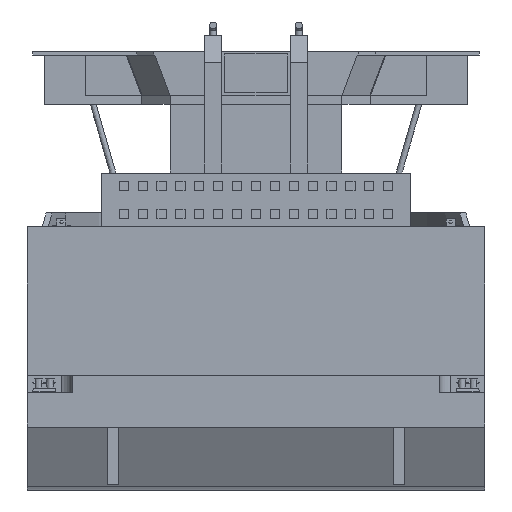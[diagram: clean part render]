
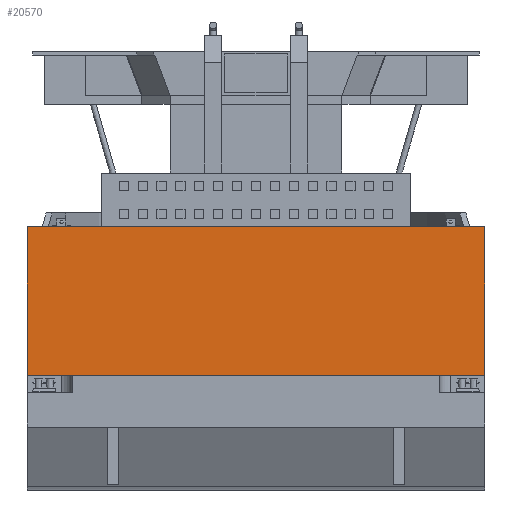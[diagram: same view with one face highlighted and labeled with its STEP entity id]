
A CAD part, left-side view. The second image highlights one B-rep face of the part: STEP entity #20570.
In plain terms, the highlighted free-form (B-spline) face has degree [1, 1] with [2, 2] control points.
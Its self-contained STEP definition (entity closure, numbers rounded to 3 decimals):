
#122 = VERTEX_POINT('',#123);
#123 = CARTESIAN_POINT('',(0.,21513.001,
    10756.5));
#128 = EDGE_CURVE('',#129,#122,#131,.T.);
#129 = VERTEX_POINT('',#130);
#130 = CARTESIAN_POINT('',(0.,21513.001,
    24739.951));
#131 = B_SPLINE_CURVE_WITH_KNOTS('',1,(#132,#133),.UNSPECIFIED.,.F.,.F.,
  (2,2),(-13000.,0.),.PIECEWISE_BEZIER_KNOTS.);
#132 = CARTESIAN_POINT('',(0.,21513.001,
    24739.951));
#133 = CARTESIAN_POINT('',(0.,21513.001,
    10756.5));
#690 = VERTEX_POINT('',#691);
#691 = CARTESIAN_POINT('',(0.,-21513.001,
    10756.5));
#696 = EDGE_CURVE('',#122,#690,#697,.T.);
#697 = B_SPLINE_CURVE_WITH_KNOTS('',1,(#698,#699),.UNSPECIFIED.,.F.,.F.,
  (2,2),(-20000.,20000.),.PIECEWISE_BEZIER_KNOTS.);
#698 = CARTESIAN_POINT('',(0.,21513.001,
    10756.5));
#699 = CARTESIAN_POINT('',(0.,-21513.001,
    10756.5));
#856 = VERTEX_POINT('',#857);
#857 = CARTESIAN_POINT('',(0.,-21513.001,
    24739.951));
#862 = EDGE_CURVE('',#690,#856,#863,.T.);
#863 = B_SPLINE_CURVE_WITH_KNOTS('',1,(#864,#865),.UNSPECIFIED.,.F.,.F.,
  (2,2),(0.,13000.),.PIECEWISE_BEZIER_KNOTS.);
#864 = CARTESIAN_POINT('',(0.,-21513.001,
    10756.5));
#865 = CARTESIAN_POINT('',(0.,-21513.001,
    24739.951));
#20570 = ADVANCED_FACE('',(#20571),#20581,.T.);
#20571 = FACE_BOUND('',#20572,.T.);
#20572 = EDGE_LOOP('',(#20573,#20574,#20575,#20580));
#20573 = ORIENTED_EDGE('',*,*,#696,.T.);
#20574 = ORIENTED_EDGE('',*,*,#862,.T.);
#20575 = ORIENTED_EDGE('',*,*,#20576,.T.);
#20576 = EDGE_CURVE('',#856,#129,#20577,.T.);
#20577 = B_SPLINE_CURVE_WITH_KNOTS('',1,(#20578,#20579),.UNSPECIFIED.,
  .F.,.F.,(2,2),(-20000.,20000.),.PIECEWISE_BEZIER_KNOTS.);
#20578 = CARTESIAN_POINT('',(0.,-21513.001,
    24739.951));
#20579 = CARTESIAN_POINT('',(0.,21513.001,
    24739.951));
#20580 = ORIENTED_EDGE('',*,*,#128,.T.);
#20581 = B_SPLINE_SURFACE_WITH_KNOTS('',1,1,(
    (#20582,#20583)
    ,(#20584,#20585
    )),.UNSPECIFIED.,.F.,.F.,.F.,(2,2),(2,2),(-20000.,20000.),(10000.,
    23000.),.PIECEWISE_BEZIER_KNOTS.);
#20582 = CARTESIAN_POINT('',(0.,21513.001,
    10756.5));
#20583 = CARTESIAN_POINT('',(0.,21513.001,
    24739.951));
#20584 = CARTESIAN_POINT('',(0.,-21513.001,
    10756.5));
#20585 = CARTESIAN_POINT('',(0.,-21513.001,
    24739.951));
